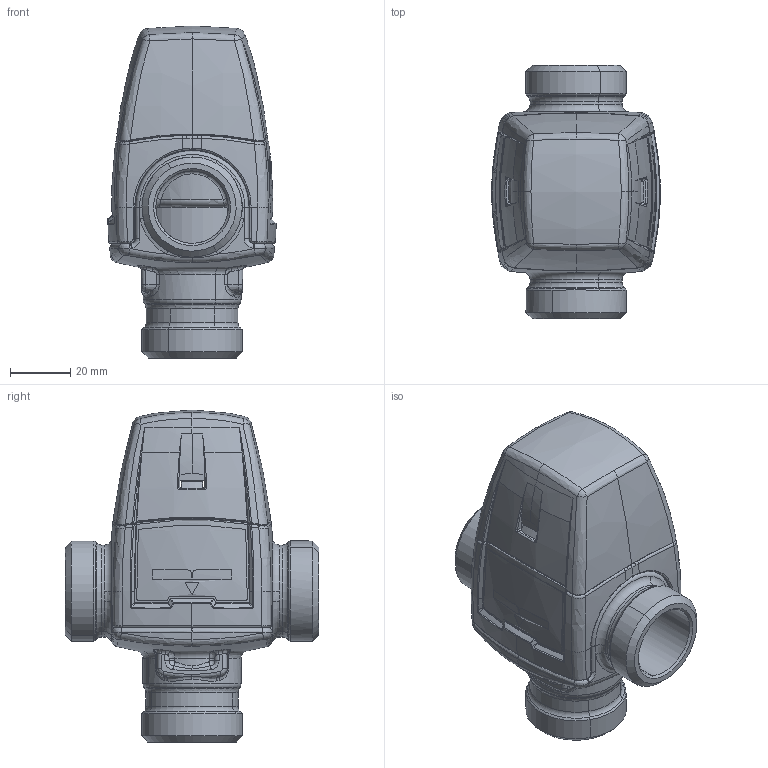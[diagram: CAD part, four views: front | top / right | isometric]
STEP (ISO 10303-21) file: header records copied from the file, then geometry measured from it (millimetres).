
FILE_DESCRIPTION(('CATIA V5 STEP Exchange'),'2;1');
FILE_NAME('VTA552 G1.stp','2015-03-24T10:05:41+00:00',('none'),('none'),'CATIA Version 5 Release 20 SP 6 (IN-10)','CATIA V5 STEP AP203','none');
FILE_SCHEMA(('CONFIG_CONTROL_DESIGN'));
Products named in the file (1): 2742s1
Assembly tree (6 placements, depth 2):
  2742s1
    #58
    #44147
    #100248
    #104830
    #106067
    #137486
Bounding box: 55.84 x 84 x 110 mm (x, y, z)
Volume: 149240.1 mm3; surface area: 73782.2 mm2
Topology: 6 solids, 6 shells, 2845 faces, 7330 edges, 4475 vertices
Faces by surface type: plane 1113, bspline 997, cylinder 305, torus 176, cone 94, revolution 87, sphere 65, extrusion 8
Entity records: 137638 total; most frequent: CARTESIAN_POINT 83240, ORIENTED_EDGE 14514, EDGE_CURVE 7257, DIRECTION 5450, B_SPLINE_CURVE_WITH_KNOTS 4999, VERTEX_POINT 4475, EDGE_LOOP 2916, ADVANCED_FACE 2845
